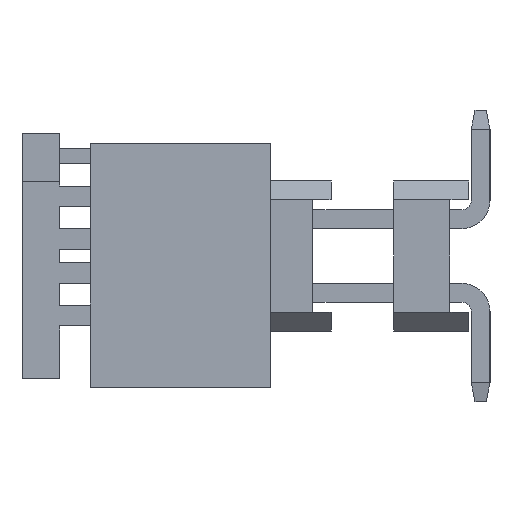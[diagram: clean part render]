
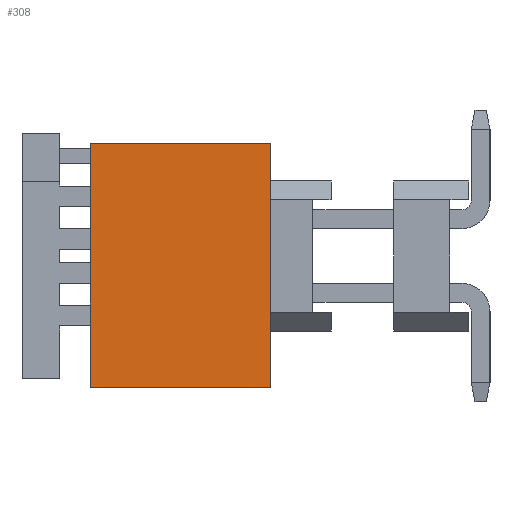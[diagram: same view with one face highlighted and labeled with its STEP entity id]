
A CAD part, left-side view. The second image highlights one B-rep face of the part: STEP entity #308.
In plain terms, the highlighted planar face has unit normal (-1, 0, 0).
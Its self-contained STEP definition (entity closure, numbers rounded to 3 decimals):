
#27=CARTESIAN_POINT('',(0.,0.,0.));
#28=VERTEX_POINT('',#27);
#35=CARTESIAN_POINT('',(0.,0.,-6.5));
#36=VERTEX_POINT('',#35);
#37=CARTESIAN_POINT('',(0.,0.,0.));
#38=DIRECTION('',(0.,0.,-1.));
#39=VECTOR('',#38,6.5);
#40=LINE('',#37,#39);
#41=EDGE_CURVE('',#28,#36,#40,.T.);
#197=CARTESIAN_POINT('',(0.,4.8,0.));
#198=VERTEX_POINT('',#197);
#205=CARTESIAN_POINT('',(0.,4.8,0.));
#206=DIRECTION('',(0.,-1.,0.));
#207=VECTOR('',#206,4.8);
#208=LINE('',#205,#207);
#209=EDGE_CURVE('',#198,#28,#208,.T.);
#285=CARTESIAN_POINT('',(0.,2.4,-3.25));
#286=DIRECTION('',(0.,0.,1.));
#287=DIRECTION('',(-1.,0.,0.));
#288=AXIS2_PLACEMENT_3D('',#285,#287,#286);
#289=PLANE('',#288);
#290=ORIENTED_EDGE('',*,*,#209,.F.);
#291=CARTESIAN_POINT('',(0.,4.8,-6.5));
#292=VERTEX_POINT('',#291);
#293=CARTESIAN_POINT('',(0.,4.8,0.));
#294=DIRECTION('',(0.,0.,-1.));
#295=VECTOR('',#294,6.5);
#296=LINE('',#293,#295);
#297=EDGE_CURVE('',#198,#292,#296,.T.);
#298=ORIENTED_EDGE('',*,*,#297,.T.);
#299=CARTESIAN_POINT('',(0.,4.8,-6.5));
#300=DIRECTION('',(0.,-1.,0.));
#301=VECTOR('',#300,4.8);
#302=LINE('',#299,#301);
#303=EDGE_CURVE('',#292,#36,#302,.T.);
#304=ORIENTED_EDGE('',*,*,#303,.T.);
#305=ORIENTED_EDGE('',*,*,#41,.F.);
#306=EDGE_LOOP('',(#290,#298,#304,#305));
#307=FACE_OUTER_BOUND('',#306,.T.);
#308=ADVANCED_FACE('',(#307),#289,.T.);
